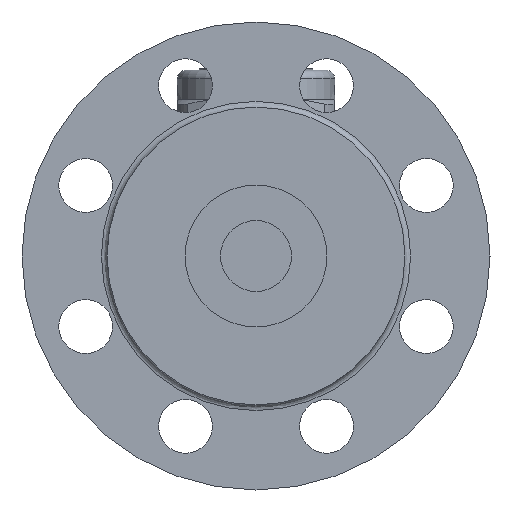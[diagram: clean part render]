
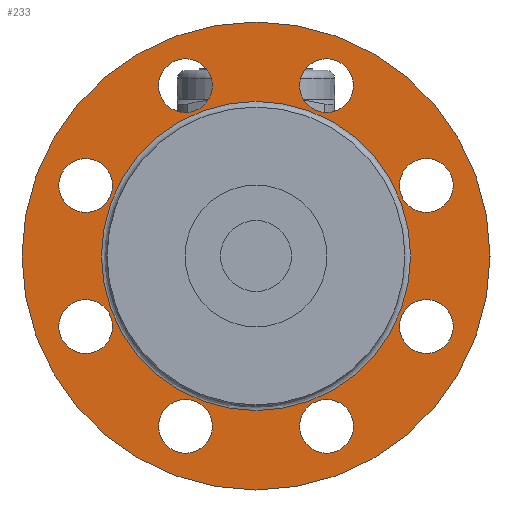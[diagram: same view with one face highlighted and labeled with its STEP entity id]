
A CAD part, left-side view. The second image highlights one B-rep face of the part: STEP entity #233.
In plain terms, the highlighted free-form (B-spline) face has degree [1, 1] with [2, 2] control points.
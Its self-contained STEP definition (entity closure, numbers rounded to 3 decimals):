
#103=CARTESIAN_POINT('',(-108.,0.,-54.5));
#104=VERTEX_POINT('',#103);
#105=CARTESIAN_POINT('',(-108.,0.0,0.));
#106=DIRECTION('',(-1.0,0.0,0.0));
#107=DIRECTION('',(0.0,0.0,1.0));
#108=AXIS2_PLACEMENT_3D('',#105,#106,#107);
#109=CIRCLE('',#108,54.5);
#110=EDGE_CURVE('',#104,#104,#109,.T.);
#126=CARTESIAN_POINT('',(-108.,82.5,82.5));
#127=CARTESIAN_POINT('',(-108.,82.5,-82.5));
#128=CARTESIAN_POINT('',(-108.,-82.5,82.5));
#129=CARTESIAN_POINT('',(-108.,-82.5,-82.5));
#130=B_SPLINE_SURFACE_WITH_KNOTS('',1,1,((#126,#128),(#127,#129)),.UNSPECIFIED.,.F.,.F.,.U.,(2,2),(2,2),(0.0,165.),(0.0,165.),.UNSPECIFIED.);
#131=CARTESIAN_POINT('',(-108.,0.0,82.5));
#132=VERTEX_POINT('',#131);
#133=CARTESIAN_POINT('',(-108.,0.0,0.));
#134=DIRECTION('',(-1.0,0.0,0.0));
#135=DIRECTION('',(0.0,0.0,1.0));
#136=AXIS2_PLACEMENT_3D('',#133,#134,#135);
#137=CIRCLE('',#136,82.5);
#138=EDGE_CURVE('',#132,#132,#137,.T.);
#139=ORIENTED_EDGE('',*,*,#138,.T.);
#140=EDGE_LOOP('',(#139));
#141=FACE_OUTER_BOUND('',#140,.T.);
#142=CARTESIAN_POINT('',(-108.,24.874,69.552));
#143=VERTEX_POINT('',#142);
#144=CARTESIAN_POINT('',(-108.,24.874,60.052));
#145=DIRECTION('',(1.0,0.0,0.0));
#146=DIRECTION('',(0.0,0.0,-1.0));
#147=AXIS2_PLACEMENT_3D('',#144,#145,#146);
#148=CIRCLE('',#147,9.5);
#149=EDGE_CURVE('',#143,#143,#148,.T.);
#150=ORIENTED_EDGE('',*,*,#149,.T.);
#151=EDGE_LOOP('',(#150));
#152=FACE_BOUND('',#151,.T.);
#153=CARTESIAN_POINT('',(-108.,66.77,31.592));
#154=VERTEX_POINT('',#153);
#155=CARTESIAN_POINT('',(-108.,60.052,24.874));
#156=DIRECTION('',(1.,0.0,0.0));
#157=DIRECTION('',(0.0,-0.707,-0.707));
#158=AXIS2_PLACEMENT_3D('',#155,#156,#157);
#159=CIRCLE('',#158,9.5);
#160=EDGE_CURVE('',#154,#154,#159,.T.);
#161=ORIENTED_EDGE('',*,*,#160,.T.);
#162=EDGE_LOOP('',(#161));
#163=FACE_BOUND('',#162,.T.);
#164=CARTESIAN_POINT('',(-108.,69.552,-24.874));
#165=VERTEX_POINT('',#164);
#166=CARTESIAN_POINT('',(-108.,60.052,-24.874));
#167=DIRECTION('',(1.0,0.0,0.0));
#168=DIRECTION('',(0.0,-1.0,0.0));
#169=AXIS2_PLACEMENT_3D('',#166,#167,#168);
#170=CIRCLE('',#169,9.5);
#171=EDGE_CURVE('',#165,#165,#170,.T.);
#172=ORIENTED_EDGE('',*,*,#171,.T.);
#173=EDGE_LOOP('',(#172));
#174=FACE_BOUND('',#173,.T.);
#175=CARTESIAN_POINT('',(-108.,31.592,-66.77));
#176=VERTEX_POINT('',#175);
#177=CARTESIAN_POINT('',(-108.,24.874,-60.052));
#178=DIRECTION('',(1.,0.0,0.0));
#179=DIRECTION('',(0.0,-0.707,0.707));
#180=AXIS2_PLACEMENT_3D('',#177,#178,#179);
#181=CIRCLE('',#180,9.5);
#182=EDGE_CURVE('',#176,#176,#181,.T.);
#183=ORIENTED_EDGE('',*,*,#182,.T.);
#184=EDGE_LOOP('',(#183));
#185=FACE_BOUND('',#184,.T.);
#186=CARTESIAN_POINT('',(-108.,-24.874,-69.552));
#187=VERTEX_POINT('',#186);
#188=CARTESIAN_POINT('',(-108.,-24.874,-60.052));
#189=DIRECTION('',(1.0,0.0,0.0));
#190=DIRECTION('',(0.0,0.0,1.0));
#191=AXIS2_PLACEMENT_3D('',#188,#189,#190);
#192=CIRCLE('',#191,9.5);
#193=EDGE_CURVE('',#187,#187,#192,.T.);
#194=ORIENTED_EDGE('',*,*,#193,.T.);
#195=EDGE_LOOP('',(#194));
#196=FACE_BOUND('',#195,.T.);
#197=CARTESIAN_POINT('',(-108.,-66.77,-31.592));
#198=VERTEX_POINT('',#197);
#199=CARTESIAN_POINT('',(-108.,-60.052,-24.874));
#200=DIRECTION('',(1.0,0.0,0.0));
#201=DIRECTION('',(0.0,0.707,0.707));
#202=AXIS2_PLACEMENT_3D('',#199,#200,#201);
#203=CIRCLE('',#202,9.5);
#204=EDGE_CURVE('',#198,#198,#203,.T.);
#205=ORIENTED_EDGE('',*,*,#204,.T.);
#206=EDGE_LOOP('',(#205));
#207=FACE_BOUND('',#206,.T.);
#208=CARTESIAN_POINT('',(-108.,-69.552,24.874));
#209=VERTEX_POINT('',#208);
#210=CARTESIAN_POINT('',(-108.,-60.052,24.874));
#211=DIRECTION('',(1.0,0.0,0.0));
#212=DIRECTION('',(0.0,1.0,0.0));
#213=AXIS2_PLACEMENT_3D('',#210,#211,#212);
#214=CIRCLE('',#213,9.5);
#215=EDGE_CURVE('',#209,#209,#214,.T.);
#216=ORIENTED_EDGE('',*,*,#215,.T.);
#217=EDGE_LOOP('',(#216));
#218=FACE_BOUND('',#217,.T.);
#219=CARTESIAN_POINT('',(-108.,-31.592,66.77));
#220=VERTEX_POINT('',#219);
#221=CARTESIAN_POINT('',(-108.,-24.874,60.052));
#222=DIRECTION('',(1.0,0.0,0.0));
#223=DIRECTION('',(0.0,0.707,-0.707));
#224=AXIS2_PLACEMENT_3D('',#221,#222,#223);
#225=CIRCLE('',#224,9.5);
#226=EDGE_CURVE('',#220,#220,#225,.T.);
#227=ORIENTED_EDGE('',*,*,#226,.T.);
#228=EDGE_LOOP('',(#227));
#229=FACE_BOUND('',#228,.T.);
#230=ORIENTED_EDGE('',*,*,#110,.F.);
#231=EDGE_LOOP('',(#230));
#232=FACE_BOUND('',#231,.T.);
#233=ADVANCED_FACE('',(#141,#152,#163,#174,#185,#196,#207,#218,#229,#232),#130,.T.);
